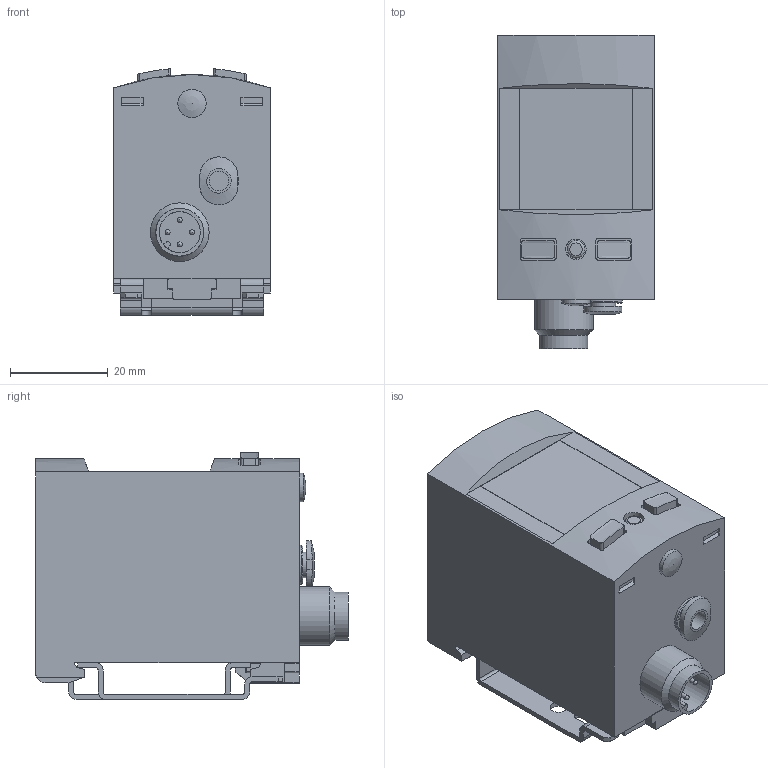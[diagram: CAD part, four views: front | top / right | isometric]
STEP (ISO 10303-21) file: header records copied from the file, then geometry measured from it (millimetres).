
FILE_DESCRIPTION(/* description */ ('STEP AP214'),/* implementation_level */ '2;1');
FILE_NAME(/* name */ '8001236_SPAU-P10R-W-Q4D-L-PNLK-PNVBA-M12D',/* time_stamp */ '2024-09-15T11:41:19+02:00',/* author */ ('License CC BY-ND 4.0'),/* organization */ ('CADENAS'),/* preprocessor_version */ 'ST-DEVELOPER v19.3',/* originating_system */ 'PARTsolutions',/* authorisation */ ' ');
FILE_SCHEMA (('AUTOMOTIVE_DESIGN {1 0 10303 214 3 1 1}'));
Length unit declared in the file: millimetre
Products named in the file (4): 8001236 SPAU-P10R-W-Q4D-L-PNLK-PNVBA-M12D; 8001200 SPAU-B2WQ4-DLLKAM12DQ4M12-p; 8003355 SAMH-PU-W-p; 1345605 SPAU
Assembly tree (3 placements, depth 2):
  8001236 SPAU-P10R-W-Q4D-L-PNLK-PNVBA-M12D
    8001200 SPAU-B2WQ4-DLLKAM12DQ4M12-p
    8003355 SAMH-PU-W-p
    1345605 SPAU
Bounding box: 32 x 64 x 50.45 mm (x, y, z)
Volume: 72383.7 mm3; surface area: 15688.6 mm2
Topology: 3 solids, 3 shells, 273 faces, 727 edges, 483 vertices
Faces by surface type: plane 174, cylinder 90, sphere 5, cone 3, torus 1
Full cylindrical faces by diameter (mm): 1 x4, 1.35 x1, 1.5 x2, 3.5 x2, 3.6 x1, 4 x1, 4.2 x1, 5.2 x1, 5.8 x1, 8 x1, 8.4 x1, 9.8 x1, 12 x1
Entity records: 9414 total; most frequent: CARTESIAN_POINT 1500, DIRECTION 1389, ORIENTED_EDGE 1364, EDGE_CURVE 682, LINE 487, VECTOR 487, VERTEX_POINT 465, AXIS2_PLACEMENT_3D 451
